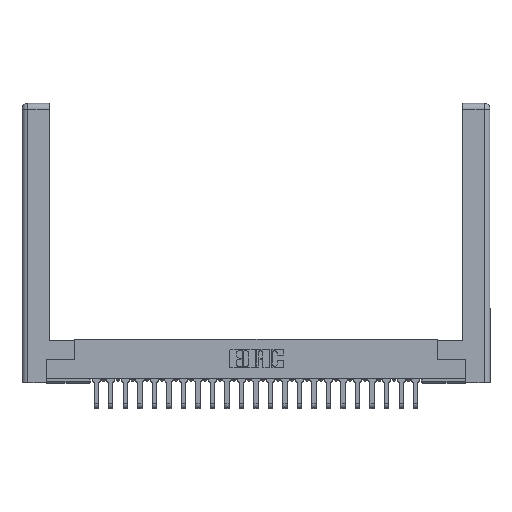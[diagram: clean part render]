
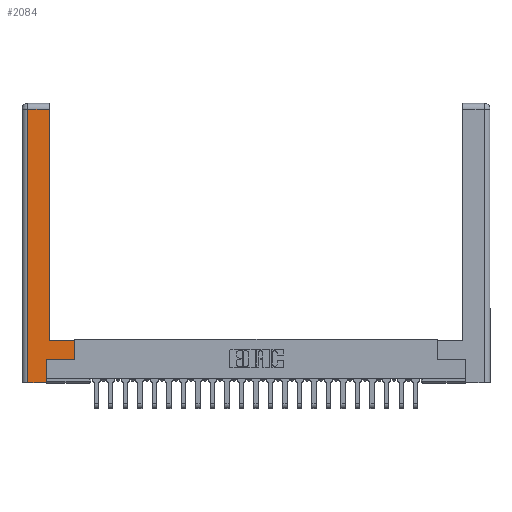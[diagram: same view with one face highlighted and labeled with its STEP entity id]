
A CAD part, top view. The second image highlights one B-rep face of the part: STEP entity #2084.
In plain terms, the highlighted planar face has unit normal (0, 0, 1).
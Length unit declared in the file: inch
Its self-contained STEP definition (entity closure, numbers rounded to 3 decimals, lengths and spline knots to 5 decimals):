
#283 = ORIENTED_EDGE ( 'NONE', *, *, #2389, .T. ) ;
#922 = DIRECTION ( 'NONE',  ( 1., 0., 0. ) ) ;
#974 = DIRECTION ( 'NONE',  ( 0., 1., 0. ) ) ;
#1868 = EDGE_CURVE ( 'NONE', #17649, #22358, #18940, .T. ) ;
#2084 = ADVANCED_FACE ( 'NONE', ( #25482 ), #20992, .F. ) ;
#2213 = VERTEX_POINT ( 'NONE', #14598 ) ;
#2389 = EDGE_CURVE ( 'NONE', #22358, #23730, #12810, .T. ) ;
#3522 = ORIENTED_EDGE ( 'NONE', *, *, #1868, .T. ) ;
#4520 = EDGE_CURVE ( 'NONE', #2213, #20507, #17882, .T. ) ;
#4893 = EDGE_CURVE ( 'NONE', #20507, #23439, #5860, .T. ) ;
#4907 = VECTOR ( 'NONE', #8128, 39.37008 ) ;
#5032 = VECTOR ( 'NONE', #10235, 39.37008 ) ;
#5118 = ORIENTED_EDGE ( 'NONE', *, *, #24550, .T. ) ;
#5860 = LINE ( 'NONE', #21636, #15609 ) ;
#6283 = EDGE_LOOP ( 'NONE', ( #7012, #12303, #9625, #5118, #12118, #3522, #283, #15190 ) ) ;
#6360 = VECTOR ( 'NONE', #974, 39.37008 ) ;
#7012 = ORIENTED_EDGE ( 'NONE', *, *, #16183, .T. ) ;
#7284 = DIRECTION ( 'NONE',  ( -1., 0., 0. ) ) ;
#7485 = CARTESIAN_POINT ( 'NONE',  ( 0.265, 0., 0. ) ) ;
#8128 = DIRECTION ( 'NONE',  ( -1., 0., 0. ) ) ;
#8584 = CARTESIAN_POINT ( 'NONE',  ( 0.565, 0.45, 0. ) ) ;
#9014 = VERTEX_POINT ( 'NONE', #7485 ) ;
#9625 = ORIENTED_EDGE ( 'NONE', *, *, #4893, .T. ) ;
#9869 = CARTESIAN_POINT ( 'NONE',  ( 0.565, 0.245, 0. ) ) ;
#10235 = DIRECTION ( 'NONE',  ( 1., 0., 0. ) ) ;
#10662 = DIRECTION ( 'NONE',  ( 0., 0., -1. ) ) ;
#11229 = DIRECTION ( 'NONE',  ( 0., 1., 0. ) ) ;
#11878 = VECTOR ( 'NONE', #11229, 39.37008 ) ;
#12118 = ORIENTED_EDGE ( 'NONE', *, *, #26280, .T. ) ;
#12123 = CARTESIAN_POINT ( 'NONE',  ( 0.0615, 2.94, 0. ) ) ;
#12303 = ORIENTED_EDGE ( 'NONE', *, *, #4520, .T. ) ;
#12425 = VECTOR ( 'NONE', #922, 39.37008 ) ;
#12433 = DIRECTION ( 'NONE',  ( 0., 1., 0. ) ) ;
#12810 = LINE ( 'NONE', #13504, #11878 ) ;
#13080 = LINE ( 'NONE', #15526, #12425 ) ;
#13319 = CARTESIAN_POINT ( 'NONE',  ( 0.265, 0.245, 0. ) ) ;
#13504 = CARTESIAN_POINT ( 'NONE',  ( 0.565, 0.45, 0. ) ) ;
#14598 = CARTESIAN_POINT ( 'NONE',  ( 0.295, 2.94, 0. ) ) ;
#15115 = DIRECTION ( 'NONE',  ( -1., 0., 0. ) ) ;
#15190 = ORIENTED_EDGE ( 'NONE', *, *, #19878, .T. ) ;
#15526 = CARTESIAN_POINT ( 'NONE',  ( 0.265, 0., 0. ) ) ;
#15574 = VECTOR ( 'NONE', #7284, 39.37008 ) ;
#15609 = VECTOR ( 'NONE', #23726, 39.37008 ) ;
#16183 = EDGE_CURVE ( 'NONE', #23890, #2213, #17556, .T. ) ;
#17416 = LINE ( 'NONE', #13319, #6360 ) ;
#17556 = LINE ( 'NONE', #18741, #26392 ) ;
#17649 = VERTEX_POINT ( 'NONE', #18172 ) ;
#17882 = LINE ( 'NONE', #12123, #4907 ) ;
#18172 = CARTESIAN_POINT ( 'NONE',  ( 0.265, 0.245, 0. ) ) ;
#18741 = CARTESIAN_POINT ( 'NONE',  ( 0.295, 3., 0. ) ) ;
#18940 = LINE ( 'NONE', #24588, #5032 ) ;
#19878 = EDGE_CURVE ( 'NONE', #23730, #23890, #23024, .T. ) ;
#20331 = CARTESIAN_POINT ( 'NONE',  ( 0.0615, 2.94, 0. ) ) ;
#20507 = VERTEX_POINT ( 'NONE', #20331 ) ;
#20992 = PLANE ( 'NONE',  #25876 ) ;
#21636 = CARTESIAN_POINT ( 'NONE',  ( 0.0615, 0., 0. ) ) ;
#22358 = VERTEX_POINT ( 'NONE', #9869 ) ;
#23024 = LINE ( 'NONE', #26013, #15574 ) ;
#23355 = CARTESIAN_POINT ( 'NONE',  ( 0., 0., 0. ) ) ;
#23439 = VERTEX_POINT ( 'NONE', #24489 ) ;
#23726 = DIRECTION ( 'NONE',  ( 0., -1., 0. ) ) ;
#23730 = VERTEX_POINT ( 'NONE', #8584 ) ;
#23890 = VERTEX_POINT ( 'NONE', #25650 ) ;
#24489 = CARTESIAN_POINT ( 'NONE',  ( 0.0615, 0., 0. ) ) ;
#24550 = EDGE_CURVE ( 'NONE', #23439, #9014, #13080, .T. ) ;
#24588 = CARTESIAN_POINT ( 'NONE',  ( 0.565, 0.245, 0. ) ) ;
#25482 = FACE_OUTER_BOUND ( 'NONE', #6283, .T. ) ;
#25650 = CARTESIAN_POINT ( 'NONE',  ( 0.295, 0.45, 0. ) ) ;
#25876 = AXIS2_PLACEMENT_3D ( 'NONE', #23355, #10662, #15115 ) ;
#26013 = CARTESIAN_POINT ( 'NONE',  ( 0.295, 0.45, 0. ) ) ;
#26280 = EDGE_CURVE ( 'NONE', #9014, #17649, #17416, .T. ) ;
#26392 = VECTOR ( 'NONE', #12433, 39.37008 ) ;
